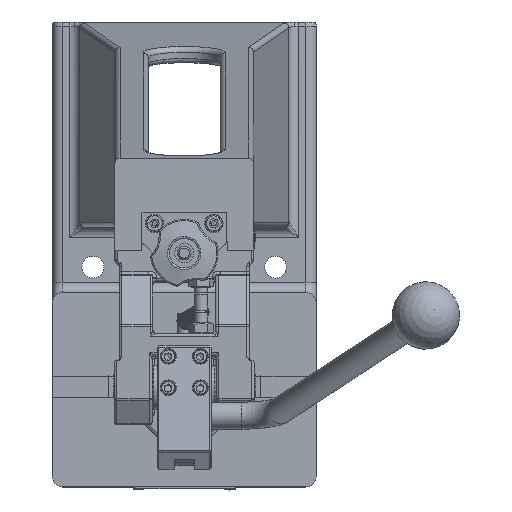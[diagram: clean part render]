
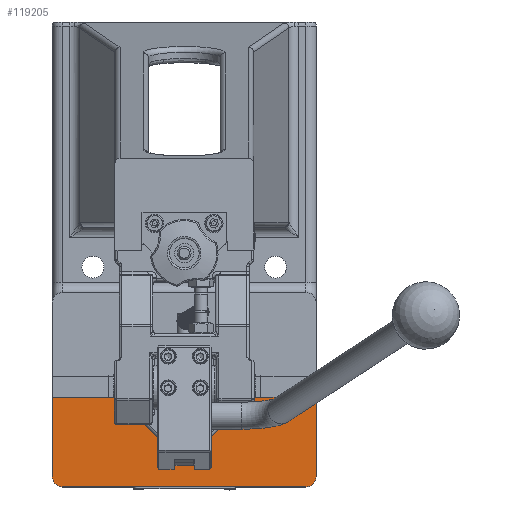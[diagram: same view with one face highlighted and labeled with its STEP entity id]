
A CAD part, top view. The second image highlights one B-rep face of the part: STEP entity #119205.
In plain terms, the highlighted planar face has unit normal (0, 0, 1).
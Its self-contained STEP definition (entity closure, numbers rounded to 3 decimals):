
#13117=LINE('',#178128,#25080);
#13444=LINE('',#180974,#25407);
#13472=LINE('',#181153,#25435);
#13473=LINE('',#181154,#25436);
#25080=VECTOR('',#139492,10.);
#25407=VECTOR('',#141125,10.);
#25435=VECTOR('',#141205,10.);
#25436=VECTOR('',#141206,10.);
#34111=FACE_OUTER_BOUND('',#40401,.T.);
#40401=EDGE_LOOP('',(#91280,#91281,#91282,#91283,#91284,#91285));
#43594=CIRCLE('',#124642,6.);
#43596=CIRCLE('',#124645,6.);
#50317=VERTEX_POINT('',#178126);
#50318=VERTEX_POINT('',#178127);
#50387=VERTEX_POINT('',#178381);
#50389=VERTEX_POINT('',#178387);
#50752=VERTEX_POINT('',#180973);
#50775=VERTEX_POINT('',#181152);
#64274=EDGE_CURVE('',#50317,#50318,#13117,.T.);
#64364=EDGE_CURVE('',#50387,#50317,#43594,.T.);
#64367=EDGE_CURVE('',#50318,#50389,#43596,.T.);
#65018=EDGE_CURVE('',#50389,#50752,#13444,.T.);
#65062=EDGE_CURVE('',#50775,#50752,#13472,.T.);
#65063=EDGE_CURVE('',#50775,#50387,#13473,.T.);
#91280=ORIENTED_EDGE('',*,*,#65062,.T.);
#91281=ORIENTED_EDGE('',*,*,#65018,.F.);
#91282=ORIENTED_EDGE('',*,*,#64367,.F.);
#91283=ORIENTED_EDGE('',*,*,#64274,.F.);
#91284=ORIENTED_EDGE('',*,*,#64364,.F.);
#91285=ORIENTED_EDGE('',*,*,#65063,.F.);
#108313=PLANE('',#125261);
#119205=ADVANCED_FACE('',(#34111),#108313,.T.);
#124642=AXIS2_PLACEMENT_3D('',#178382,#139662,#139663);
#124645=AXIS2_PLACEMENT_3D('',#178388,#139669,#139670);
#125261=AXIS2_PLACEMENT_3D('',#181151,#141203,#141204);
#139492=DIRECTION('',(-1.,0.,0.));
#139662=DIRECTION('center_axis',(0.,0.,
-1.));
#139663=DIRECTION('ref_axis',(0.707,-0.707,0.));
#139669=DIRECTION('center_axis',(0.,0.,
-1.));
#139670=DIRECTION('ref_axis',(-0.707,-0.707,0.));
#141125=DIRECTION('',(0.,1.,0.));
#141203=DIRECTION('center_axis',(0.,0.,
1.));
#141204=DIRECTION('ref_axis',(0.,-1.,0.));
#141205=DIRECTION('',(-1.,0.,0.));
#141206=DIRECTION('',(0.,-1.,0.));
#178126=CARTESIAN_POINT('',(150.,-170.503,44.305));
#178127=CARTESIAN_POINT('',(6.,-170.503,44.305));
#178128=CARTESIAN_POINT('',(116.083,-170.503,44.305));
#178381=CARTESIAN_POINT('',(156.,-164.503,44.305));
#178382=CARTESIAN_POINT('Origin',(150.,-164.503,44.305));
#178387=CARTESIAN_POINT('',(0.,-164.503,44.305));
#178388=CARTESIAN_POINT('Origin',(6.,-164.503,44.305));
#180973=CARTESIAN_POINT('',(0.,-117.503,44.305));
#180974=CARTESIAN_POINT('',(0.,-141.011,44.305));
#181151=CARTESIAN_POINT('Origin',(76.167,-111.518,44.305));
#181152=CARTESIAN_POINT('',(156.,-117.503,44.305));
#181153=CARTESIAN_POINT('',(38.083,-117.503,44.305));
#181154=CARTESIAN_POINT('',(156.,-1.761,44.305));
